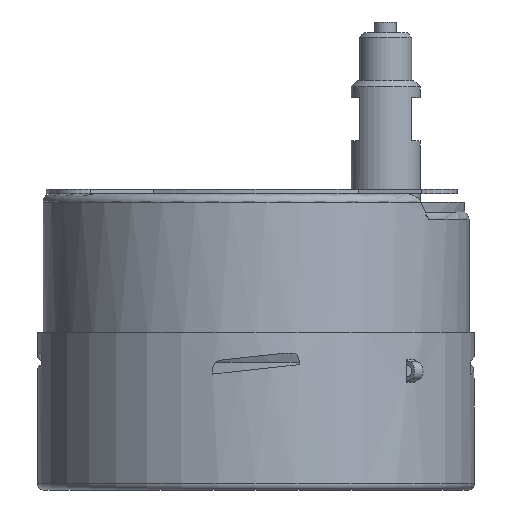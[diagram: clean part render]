
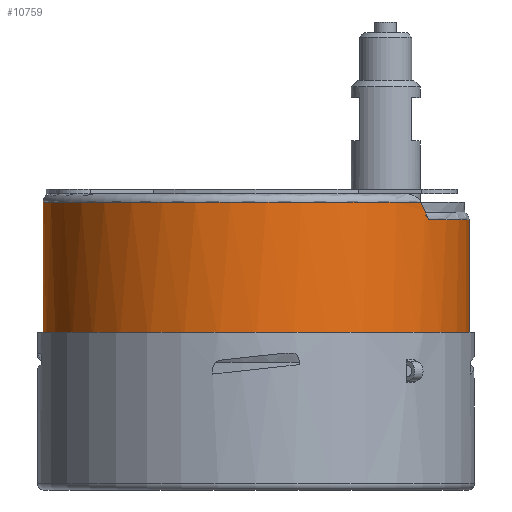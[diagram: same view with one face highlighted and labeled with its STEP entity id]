
A CAD part, left-side view. The second image highlights one B-rep face of the part: STEP entity #10759.
In plain terms, the highlighted cylindrical face has radius 49.25 mm (diameter 98.5 mm), a full revolution.
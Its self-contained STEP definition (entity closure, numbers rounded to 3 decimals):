
#66=ELLIPSE('',#11416,98.5,49.25);
#67=ELLIPSE('',#11430,98.5,49.25);
#258=CIRCLE('',#11413,49.25);
#265=CIRCLE('',#11426,49.25);
#266=CIRCLE('',#11427,49.25);
#267=CIRCLE('',#11429,49.25);
#268=CIRCLE('',#11431,49.25);
#484=CYLINDRICAL_SURFACE('',#11428,49.25);
#1063=FACE_OUTER_BOUND('',#1720,.T.);
#1720=EDGE_LOOP('',(#8923,#8924,#8925,#8926,#8927,#8928,#8929,#8930,#8931));
#2886=LINE('',#17244,#4039);
#4039=VECTOR('',#13730,49.25);
#4946=VERTEX_POINT('',#17181);
#4947=VERTEX_POINT('',#17190);
#4952=VERTEX_POINT('',#17209);
#4958=VERTEX_POINT('',#17237);
#4959=VERTEX_POINT('',#17239);
#4960=VERTEX_POINT('',#17243);
#4961=VERTEX_POINT('',#17245);
#6330=EDGE_CURVE('',#4947,#4946,#258,.T.);
#6337=EDGE_CURVE('',#4952,#4946,#66,.T.);
#6346=EDGE_CURVE('',#4958,#4959,#265,.T.);
#6347=EDGE_CURVE('',#4959,#4958,#266,.T.);
#6348=EDGE_CURVE('',#4958,#4960,#2886,.T.);
#6349=EDGE_CURVE('',#4960,#4961,#267,.T.);
#6350=EDGE_CURVE('',#4947,#4961,#67,.T.);
#6351=EDGE_CURVE('',#4952,#4960,#268,.T.);
#8923=ORIENTED_EDGE('',*,*,#6347,.F.);
#8924=ORIENTED_EDGE('',*,*,#6346,.F.);
#8925=ORIENTED_EDGE('',*,*,#6348,.T.);
#8926=ORIENTED_EDGE('',*,*,#6349,.T.);
#8927=ORIENTED_EDGE('',*,*,#6350,.F.);
#8928=ORIENTED_EDGE('',*,*,#6330,.T.);
#8929=ORIENTED_EDGE('',*,*,#6337,.F.);
#8930=ORIENTED_EDGE('',*,*,#6351,.T.);
#8931=ORIENTED_EDGE('',*,*,#6348,.F.);
#10759=ADVANCED_FACE('',(#1063),#484,.T.);
#11413=AXIS2_PLACEMENT_3D('',#17191,#13692,#13693);
#11416=AXIS2_PLACEMENT_3D('',#17220,#13701,#13702);
#11426=AXIS2_PLACEMENT_3D('',#17240,#13724,#13725);
#11427=AXIS2_PLACEMENT_3D('',#17241,#13726,#13727);
#11428=AXIS2_PLACEMENT_3D('',#17242,#13728,#13729);
#11429=AXIS2_PLACEMENT_3D('',#17246,#13731,#13732);
#11430=AXIS2_PLACEMENT_3D('',#17247,#13733,#13734);
#11431=AXIS2_PLACEMENT_3D('',#17248,#13735,#13736);
#13692=DIRECTION('center_axis',(0.,0.,-1.));
#13693=DIRECTION('ref_axis',(-1.,0.,0.));
#13701=DIRECTION('center_axis',(0.866,0.,
0.5));
#13702=DIRECTION('ref_axis',(0.5,0.,-0.866));
#13724=DIRECTION('center_axis',(0.,0.,-1.));
#13725=DIRECTION('ref_axis',(-1.,0.,0.));
#13726=DIRECTION('center_axis',(0.,0.,-1.));
#13727=DIRECTION('ref_axis',(-1.,0.,0.));
#13728=DIRECTION('center_axis',(0.,0.,-1.));
#13729=DIRECTION('ref_axis',(-1.,0.,0.));
#13730=DIRECTION('',(0.,0.,1.));
#13731=DIRECTION('center_axis',(0.,0.,-1.));
#13732=DIRECTION('ref_axis',(-1.,0.,0.));
#13733=DIRECTION('center_axis',(-0.866,0.,
0.5));
#13734=DIRECTION('ref_axis',(0.5,0.,0.866));
#13735=DIRECTION('center_axis',(0.,0.,-1.));
#13736=DIRECTION('ref_axis',(-1.,0.,0.));
#17181=CARTESIAN_POINT('',(-28.845,-39.919,-6.));
#17190=CARTESIAN_POINT('',(28.845,-39.919,-6.));
#17191=CARTESIAN_POINT('Origin',(0.,0.,-6.));
#17209=CARTESIAN_POINT('',(-31.155,-38.144,-2.));
#17220=CARTESIAN_POINT('Origin',(0.,0.,
-55.962));
#17237=CARTESIAN_POINT('',(49.25,0.,-35.386));
#17239=CARTESIAN_POINT('',(-49.25,0.,-35.386));
#17240=CARTESIAN_POINT('Origin',(0.,0.,-35.386));
#17241=CARTESIAN_POINT('Origin',(0.,0.,-35.386));
#17242=CARTESIAN_POINT('Origin',(0.,0.,-43.));
#17243=CARTESIAN_POINT('',(49.25,0.,-2.));
#17244=CARTESIAN_POINT('',(49.25,0.,-43.));
#17245=CARTESIAN_POINT('',(31.155,-38.144,-2.));
#17246=CARTESIAN_POINT('Origin',(0.,0.,-2.));
#17247=CARTESIAN_POINT('Origin',(0.,0.,
-55.962));
#17248=CARTESIAN_POINT('Origin',(0.,0.,-2.));
